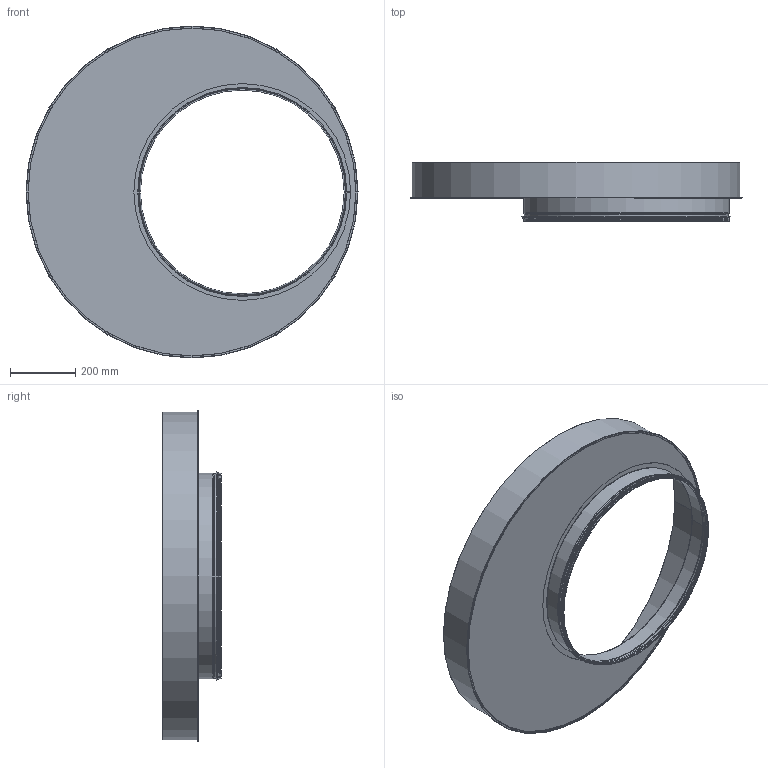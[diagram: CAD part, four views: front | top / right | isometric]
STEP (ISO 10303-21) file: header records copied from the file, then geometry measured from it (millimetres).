
FILE_DESCRIPTION((''),'2;1');
FILE_NAME('HFE_1000-630.stp','2014-02-19T14:51:02',(''),(''),'Autodesk Inventor 2013','Autodesk Inventor 2013','');
FILE_SCHEMA(('AUTOMOTIVE_DESIGN { 1 2 10303 214 0 1 1 1 }'));
Length unit declared in the file: millimetre
Products named in the file (6): HFE_1000-630; StosDragenKant-630; StosDragenKantRörämne-630; 999011; 116058; MuffMedFals-1000
Assembly tree (5 placements, depth 3):
  HFE_1000-630
    StosDragenKant-630
      StosDragenKantRörämne-630
      999011
    116058
    MuffMedFals-1000
Bounding box: 1015.1 x 179 x 1015.1 mm (x, y, z)
Volume: 597128.6 mm3; surface area: 2228526.3 mm2
Topology: 4 solids, 4 shells, 91 faces, 175 edges, 95 vertices
Faces by surface type: plane 47, torus 20, cylinder 18, cone 6
Full cylindrical faces by diameter (mm): 622.9 x1, 623.9 x1, 625.1 x1, 627.7 x5, 628.7 x2, 629.65 x1, 634.1 x1, 639.1 x1, 662.7 x1, 1000.1 x1, 1001.1 x1, 1003.1 x1, 1011 x1
Entity records: 2466 total; most frequent: DIRECTION 450, CARTESIAN_POINT 356, ORIENTED_EDGE 318, AXIS2_PLACEMENT_3D 189, EDGE_CURVE 159, EDGE_LOOP 114, VERTEX_POINT 95, STYLED_ITEM 94
